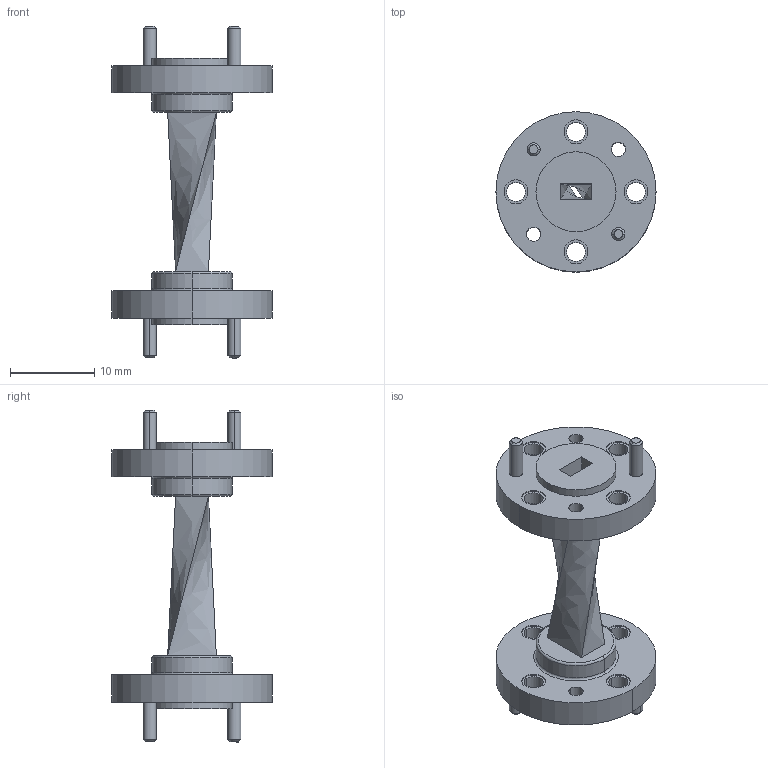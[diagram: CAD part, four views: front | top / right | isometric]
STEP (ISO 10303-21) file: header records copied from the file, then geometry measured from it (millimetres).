
FILE_DESCRIPTION (( 'STEP AP214' ), '1' );
FILE_NAME ('PE-W15TW1001A.step', '2021-10-11T20:35:01', ( '' ), ( '' ), 'SwSTEP 2.0', 'SolidWorks 2021', '' );
FILE_SCHEMA (( 'AUTOMOTIVE_DESIGN' ));
Length unit declared in the file: inch
Products named in the file (1): PE-W15TW1001A
Bounding box: 19.05 x 19.05 x 39.5 mm (x, y, z)
Volume: 2321.2 mm3; surface area: 2495.5 mm2
Topology: 1 solids, 1 shells, 139 faces, 310 edges, 200 vertices
Faces by surface type: cylinder 76, plane 39, torus 8, cone 8, bspline 8
Entity records: 4396 total; most frequent: CARTESIAN_POINT 1082, DIRECTION 738, ORIENTED_EDGE 620, EDGE_CURVE 310, AXIS2_PLACEMENT_3D 308, VERTEX_POINT 200, EDGE_LOOP 192, CIRCLE 176
